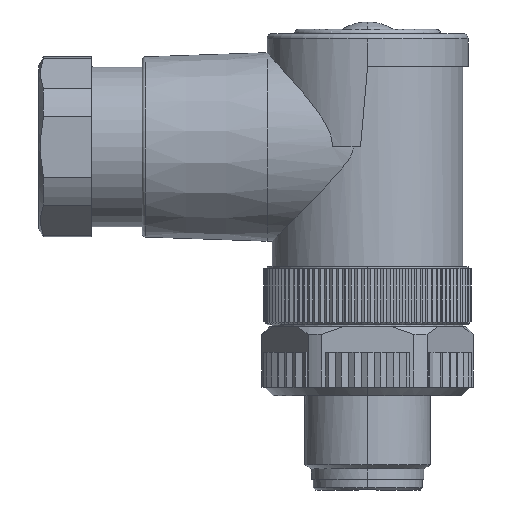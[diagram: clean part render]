
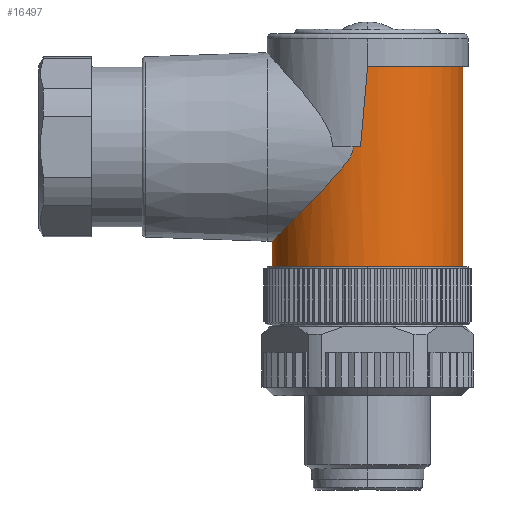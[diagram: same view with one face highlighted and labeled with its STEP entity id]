
A CAD part, left-side view. The second image highlights one B-rep face of the part: STEP entity #16497.
In plain terms, the highlighted cylindrical face has radius 9 mm (diameter 18 mm), a partial arc.
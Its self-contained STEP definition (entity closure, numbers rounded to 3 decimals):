
#16403=AXIS2_PLACEMENT_3D('Cylinder Axis2P3D',#16400,#16401,#16402) ;
#16439=AXIS2_PLACEMENT_3D('Circle Axis2P3D',#16437,#16438,$) ;
#16278=CARTESIAN_POINT('Control Point',(10.,1.,21.1)) ;
#16279=CARTESIAN_POINT('Control Point',(9.118,1.,21.1)) ;
#16280=CARTESIAN_POINT('Control Point',(8.236,1.108,21.1)) ;
#16281=CARTESIAN_POINT('Control Point',(7.372,1.324,21.1)) ;
#16282=CARTESIAN_POINT('Control Point',(5.714,1.963,21.1)) ;
#16283=CARTESIAN_POINT('Control Point',(4.26,2.984,21.1)) ;
#16284=CARTESIAN_POINT('Control Point',(3.599,3.581,21.1)) ;
#16285=CARTESIAN_POINT('Control Point',(2.437,4.925,21.1)) ;
#16286=CARTESIAN_POINT('Control Point',(1.634,6.51,21.1)) ;
#16287=CARTESIAN_POINT('Control Point',(1.331,7.348,21.1)) ;
#16288=CARTESIAN_POINT('Control Point',(0.939,9.081,21.1)) ;
#16289=CARTESIAN_POINT('Control Point',(0.975,10.857,21.1)) ;
#16290=CARTESIAN_POINT('Control Point',(1.103,11.739,21.1)) ;
#16291=CARTESIAN_POINT('Control Point',(1.572,13.453,21.1)) ;
#16292=CARTESIAN_POINT('Control Point',(2.44,15.003,21.1)) ;
#16293=CARTESIAN_POINT('Control Point',(2.968,15.721,21.1)) ;
#16294=CARTESIAN_POINT('Control Point',(4.188,17.012,21.1)) ;
#16295=CARTESIAN_POINT('Control Point',(5.683,17.971,21.1)) ;
#16296=CARTESIAN_POINT('Control Point',(6.487,18.357,21.1)) ;
#16297=CARTESIAN_POINT('Control Point',(7.676,18.756,21.1)) ;
#16298=CARTESIAN_POINT('Control Point',(8.909,18.945,21.1)) ;
#16299=CARTESIAN_POINT('Control Point',(9.273,18.982,21.1)) ;
#16300=CARTESIAN_POINT('Control Point',(9.636,19.,21.1)) ;
#16301=CARTESIAN_POINT('Control Point',(10.,19.,21.1)) ;
#16302=CARTESIAN_POINT('Vertex',(10.,1.,21.1)) ;
#16304=CARTESIAN_POINT('Vertex',(10.,19.,21.1)) ;
#16400=CARTESIAN_POINT('Axis2P3D Location',(10.,10.,42.4)) ;
#16405=CARTESIAN_POINT('Line Origine',(10.,19.,42.4)) ;
#16409=CARTESIAN_POINT('Vertex',(10.,19.,23.5)) ;
#16412=CARTESIAN_POINT('Line Origine',(10.,1.,42.4)) ;
#16416=CARTESIAN_POINT('Vertex',(10.,1.,40.)) ;
#16420=CARTESIAN_POINT('Control Point',(10.,1.,40.)) ;
#16421=CARTESIAN_POINT('Control Point',(7.173,1.,40.)) ;
#16422=CARTESIAN_POINT('Control Point',(4.342,2.107,40.)) ;
#16423=CARTESIAN_POINT('Control Point',(2.107,4.342,40.)) ;
#16424=CARTESIAN_POINT('Control Point',(1.,7.173,40.)) ;
#16425=CARTESIAN_POINT('Control Point',(1.,10.,40.)) ;
#16426=CARTESIAN_POINT('Vertex',(1.,10.,40.)) ;
#16430=CARTESIAN_POINT('Control Point',(1.,10.,40.)) ;
#16431=CARTESIAN_POINT('Control Point',(1.,10.222,37.465)) ;
#16432=CARTESIAN_POINT('Control Point',(1.008,10.443,34.931)) ;
#16433=CARTESIAN_POINT('Control Point',(1.025,10.665,32.4)) ;
#16434=CARTESIAN_POINT('Vertex',(1.025,10.665,32.4)) ;
#16437=CARTESIAN_POINT('Axis2P3D Location',(10.,10.,32.4)) ;
#16441=CARTESIAN_POINT('Vertex',(1.1,11.338,32.4)) ;
#16445=CARTESIAN_POINT('Control Point',(1.281,12.233,30.613)) ;
#16446=CARTESIAN_POINT('Control Point',(1.217,11.981,30.927)) ;
#16447=CARTESIAN_POINT('Control Point',(1.159,11.721,31.253)) ;
#16448=CARTESIAN_POINT('Control Point',(1.121,11.482,31.602)) ;
#16449=CARTESIAN_POINT('Control Point',(1.1,11.338,31.992)) ;
#16450=CARTESIAN_POINT('Control Point',(1.1,11.338,32.4)) ;
#16451=CARTESIAN_POINT('Vertex',(1.281,12.233,30.613)) ;
#16455=CARTESIAN_POINT('Control Point',(1.727,13.544,29.118)) ;
#16456=CARTESIAN_POINT('Control Point',(1.538,13.102,29.595)) ;
#16457=CARTESIAN_POINT('Control Point',(1.389,12.652,30.088)) ;
#16458=CARTESIAN_POINT('Control Point',(1.281,12.233,30.613)) ;
#16459=CARTESIAN_POINT('Vertex',(1.727,13.544,29.118)) ;
#16463=CARTESIAN_POINT('Control Point',(6.174,18.146,24.364)) ;
#16464=CARTESIAN_POINT('Control Point',(5.547,17.852,24.662)) ;
#16465=CARTESIAN_POINT('Control Point',(4.971,17.508,25.011)) ;
#16466=CARTESIAN_POINT('Control Point',(4.446,17.124,25.402)) ;
#16467=CARTESIAN_POINT('Control Point',(3.756,16.522,26.017)) ;
#16468=CARTESIAN_POINT('Control Point',(3.171,15.872,26.682)) ;
#16469=CARTESIAN_POINT('Control Point',(2.999,15.665,26.894)) ;
#16470=CARTESIAN_POINT('Control Point',(2.585,15.129,27.446)) ;
#16471=CARTESIAN_POINT('Control Point',(2.234,14.574,28.022)) ;
#16472=CARTESIAN_POINT('Control Point',(2.043,14.233,28.381)) ;
#16473=CARTESIAN_POINT('Control Point',(1.875,13.889,28.746)) ;
#16474=CARTESIAN_POINT('Control Point',(1.727,13.544,29.118)) ;
#16475=CARTESIAN_POINT('Vertex',(6.174,18.146,24.364)) ;
#16479=CARTESIAN_POINT('Control Point',(10.,19.,23.5)) ;
#16480=CARTESIAN_POINT('Control Point',(8.985,19.,23.5)) ;
#16481=CARTESIAN_POINT('Control Point',(7.968,18.847,23.666)) ;
#16482=CARTESIAN_POINT('Control Point',(7.018,18.543,23.962)) ;
#16483=CARTESIAN_POINT('Control Point',(6.174,18.146,24.364)) ;
#16401=DIRECTION('Axis2P3D Direction',(0.,0.,-1.)) ;
#16402=DIRECTION('Axis2P3D XDirection',(0.,-1.,0.)) ;
#16406=DIRECTION('Vector Direction',(0.,0.,-1.)) ;
#16413=DIRECTION('Vector Direction',(0.,0.,-1.)) ;
#16438=DIRECTION('Axis2P3D Direction',(0.,0.,-1.)) ;
#16407=VECTOR('Line Direction',#16406,1.) ;
#16414=VECTOR('Line Direction',#16413,1.) ;
#16486=ORIENTED_EDGE('',*,*,#16411,.F.) ;
#16487=ORIENTED_EDGE('',*,*,#16306,.F.) ;
#16488=ORIENTED_EDGE('',*,*,#16418,.F.) ;
#16489=ORIENTED_EDGE('',*,*,#16428,.T.) ;
#16490=ORIENTED_EDGE('',*,*,#16436,.T.) ;
#16491=ORIENTED_EDGE('',*,*,#16443,.F.) ;
#16492=ORIENTED_EDGE('',*,*,#16453,.F.) ;
#16493=ORIENTED_EDGE('',*,*,#16461,.F.) ;
#16494=ORIENTED_EDGE('',*,*,#16477,.F.) ;
#16495=ORIENTED_EDGE('',*,*,#16484,.F.) ;
#16497=ADVANCED_FACE('Hauptkoerper',(#16496),#16404,.T.) ;
#16277=B_SPLINE_CURVE_WITH_KNOTS('',5,(#16278,#16279,#16280,#16281,#16282,#16283,#16284,#16285,#16286,#16287,#16288,#16289,#16290,#16291,#16292,#16293,#16294,#16295,#16296,#16297,#16298,#16299,#16300,#16301),.UNSPECIFIED.,.F.,.U.,(6,3,3,3,3,3,3,6),(0.,6.235,12.471,18.706,24.941,31.177,37.412,39.983),.UNSPECIFIED.) ;
#16419=B_SPLINE_CURVE_WITH_KNOTS('',5,(#16420,#16421,#16422,#16423,#16424,#16425),.UNSPECIFIED.,.F.,.U.,(6,6),(-7.069,7.069),.UNSPECIFIED.) ;
#16429=B_SPLINE_CURVE_WITH_KNOTS('',3,(#16430,#16431,#16432,#16433),.UNSPECIFIED.,.F.,.U.,(4,4),(0.,10.815),.UNSPECIFIED.) ;
#16444=B_SPLINE_CURVE_WITH_KNOTS('',5,(#16445,#16446,#16447,#16448,#16449,#16450),.UNSPECIFIED.,.F.,.U.,(6,6),(0.,2.895),.UNSPECIFIED.) ;
#16454=B_SPLINE_CURVE_WITH_KNOTS('',3,(#16455,#16456,#16457,#16458),.UNSPECIFIED.,.F.,.U.,(4,4),(0.,2.897),.UNSPECIFIED.) ;
#16462=B_SPLINE_CURVE_WITH_KNOTS('',5,(#16463,#16464,#16465,#16466,#16467,#16468,#16469,#16470,#16471,#16472,#16473,#16474),.UNSPECIFIED.,.F.,.U.,(6,3,3,6),(0.,5.355,7.804,11.572),.UNSPECIFIED.) ;
#16478=B_SPLINE_CURVE_WITH_KNOTS('',4,(#16479,#16480,#16481,#16482,#16483),.UNSPECIFIED.,.F.,.U.,(5,5),(0.,5.778),.UNSPECIFIED.) ;
#16440=CIRCLE('generated circle',#16439,9.) ;
#16404=CYLINDRICAL_SURFACE('generated cylinder',#16403,9.) ;
#16306=EDGE_CURVE('',#16303,#16305,#16277,.T.) ;
#16411=EDGE_CURVE('',#16305,#16410,#16408,.F.) ;
#16418=EDGE_CURVE('',#16417,#16303,#16415,.T.) ;
#16428=EDGE_CURVE('',#16417,#16427,#16419,.T.) ;
#16436=EDGE_CURVE('',#16427,#16435,#16429,.T.) ;
#16443=EDGE_CURVE('',#16442,#16435,#16440,.F.) ;
#16453=EDGE_CURVE('',#16452,#16442,#16444,.T.) ;
#16461=EDGE_CURVE('',#16460,#16452,#16454,.T.) ;
#16477=EDGE_CURVE('',#16476,#16460,#16462,.T.) ;
#16484=EDGE_CURVE('',#16410,#16476,#16478,.T.) ;
#16485=EDGE_LOOP('',(#16486,#16487,#16488,#16489,#16490,#16491,#16492,#16493,#16494,#16495)) ;
#16496=FACE_OUTER_BOUND('',#16485,.T.) ;
#16408=LINE('Line',#16405,#16407) ;
#16415=LINE('Line',#16412,#16414) ;
#16303=VERTEX_POINT('',#16302) ;
#16305=VERTEX_POINT('',#16304) ;
#16410=VERTEX_POINT('',#16409) ;
#16417=VERTEX_POINT('',#16416) ;
#16427=VERTEX_POINT('',#16426) ;
#16435=VERTEX_POINT('',#16434) ;
#16442=VERTEX_POINT('',#16441) ;
#16452=VERTEX_POINT('',#16451) ;
#16460=VERTEX_POINT('',#16459) ;
#16476=VERTEX_POINT('',#16475) ;
